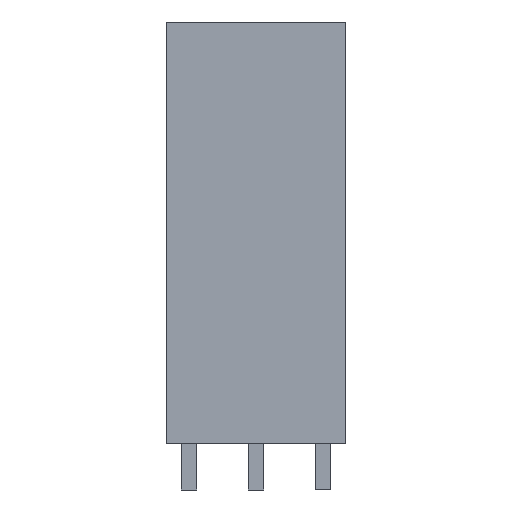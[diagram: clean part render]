
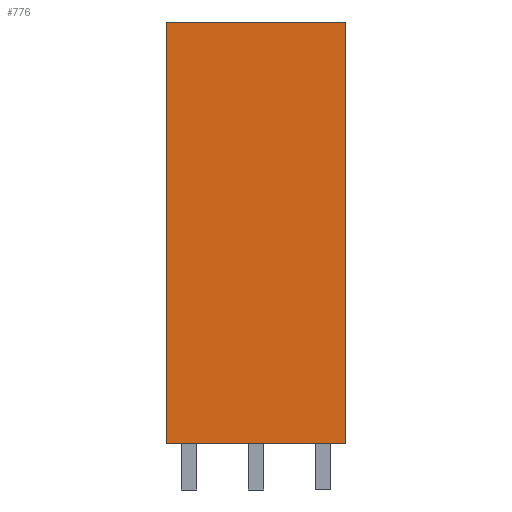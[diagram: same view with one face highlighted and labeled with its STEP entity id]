
A CAD part, left-side view. The second image highlights one B-rep face of the part: STEP entity #776.
In plain terms, the highlighted planar face has unit normal (-1, 0, 0).
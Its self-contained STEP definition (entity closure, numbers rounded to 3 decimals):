
#756=AXIS2_PLACEMENT_3D('Plane Axis2P3D',#753,#754,#755) ;
#42=CARTESIAN_POINT('Vertex',(0.,0.,3.5)) ;
#45=CARTESIAN_POINT('Line Origine',(0.,6.8,3.5)) ;
#49=CARTESIAN_POINT('Vertex',(0.,13.6,3.5)) ;
#202=CARTESIAN_POINT('Line Origine',(0.,0.,19.5)) ;
#206=CARTESIAN_POINT('Vertex',(0.,0.,35.5)) ;
#753=CARTESIAN_POINT('Axis2P3D Location',(0.,0.,35.5)) ;
#758=CARTESIAN_POINT('Line Origine',(0.,6.8,35.5)) ;
#762=CARTESIAN_POINT('Vertex',(0.,13.6,35.5)) ;
#765=CARTESIAN_POINT('Line Origine',(0.,13.6,19.5)) ;
#46=DIRECTION('Vector Direction',(0.,-1.,0.)) ;
#203=DIRECTION('Vector Direction',(0.,0.,1.)) ;
#754=DIRECTION('Axis2P3D Direction',(-1.,0.,0.)) ;
#755=DIRECTION('Axis2P3D XDirection',(0.,1.,0.)) ;
#759=DIRECTION('Vector Direction',(0.,1.,0.)) ;
#766=DIRECTION('Vector Direction',(0.,0.,-1.)) ;
#47=VECTOR('Line Direction',#46,1.) ;
#204=VECTOR('Line Direction',#203,1.) ;
#760=VECTOR('Line Direction',#759,1.) ;
#767=VECTOR('Line Direction',#766,1.) ;
#771=ORIENTED_EDGE('',*,*,#51,.T.) ;
#772=ORIENTED_EDGE('',*,*,#208,.T.) ;
#773=ORIENTED_EDGE('',*,*,#764,.T.) ;
#774=ORIENTED_EDGE('',*,*,#769,.T.) ;
#776=ADVANCED_FACE('HOUSING',(#775),#757,.T.) ;
#51=EDGE_CURVE('',#50,#43,#48,.T.) ;
#208=EDGE_CURVE('',#43,#207,#205,.T.) ;
#764=EDGE_CURVE('',#207,#763,#761,.T.) ;
#769=EDGE_CURVE('',#763,#50,#768,.T.) ;
#770=EDGE_LOOP('',(#771,#772,#773,#774)) ;
#775=FACE_OUTER_BOUND('',#770,.T.) ;
#48=LINE('Line',#45,#47) ;
#205=LINE('Line',#202,#204) ;
#761=LINE('Line',#758,#760) ;
#768=LINE('Line',#765,#767) ;
#757=PLANE('',#756) ;
#43=VERTEX_POINT('',#42) ;
#50=VERTEX_POINT('',#49) ;
#207=VERTEX_POINT('',#206) ;
#763=VERTEX_POINT('',#762) ;
